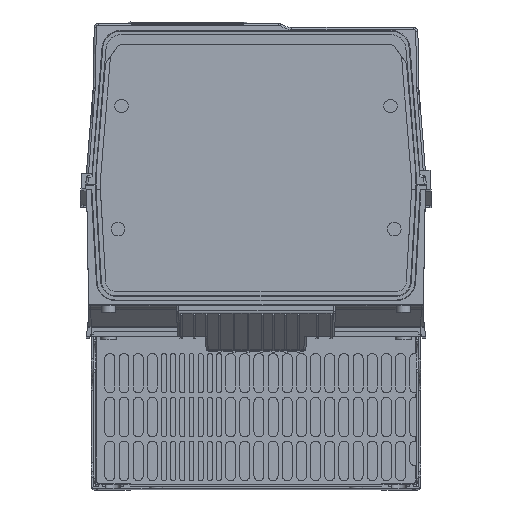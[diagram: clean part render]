
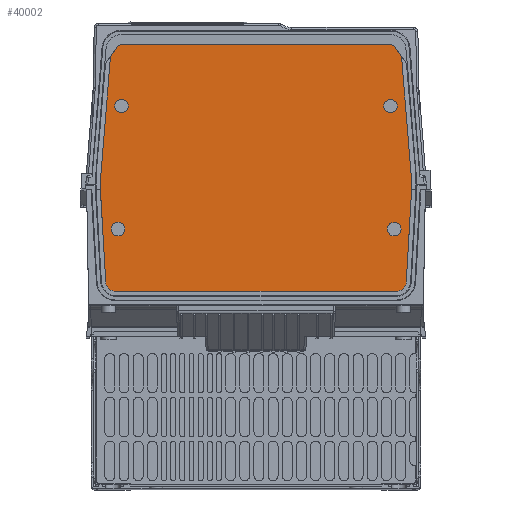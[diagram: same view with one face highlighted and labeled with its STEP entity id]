
A CAD part, top view. The second image highlights one B-rep face of the part: STEP entity #40002.
In plain terms, the highlighted planar face has unit normal (0, 0, 1).
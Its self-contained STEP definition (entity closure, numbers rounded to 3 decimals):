
#6440=CARTESIAN_POINT('',(3.712,7.835,6.457));
#6441=DIRECTION('',(0.,0.,-1.));
#6442=DIRECTION('',(0.,1.,0.));
#6443=AXIS2_PLACEMENT_3D('',#6440,#6441,#6442);
#6445=DIRECTION('',(0.081,-0.997,0.));
#6446=VECTOR('',#6445,3.716);
#6447=CARTESIAN_POINT('',(3.987,7.857,6.457));
#6448=LINE('',#6447,#6446);
#6449=CARTESIAN_POINT('',(4.015,4.131,6.457));
#6450=DIRECTION('',(0.,0.,-1.));
#6451=DIRECTION('',(0.997,0.081,0.));
#6452=AXIS2_PLACEMENT_3D('',#6449,#6450,#6451);
#6454=DIRECTION('',(-0.058,-0.998,0.));
#6455=VECTOR('',#6454,2.678);
#6456=CARTESIAN_POINT('',(4.29,4.115,6.457));
#6457=LINE('',#6456,#6455);
#6458=CARTESIAN_POINT('',(3.86,1.457,6.457));
#6459=DIRECTION('',(0.,0.,-1.));
#6460=DIRECTION('',(0.998,-0.058,0.));
#6461=AXIS2_PLACEMENT_3D('',#6458,#6459,#6460);
#6463=DIRECTION('',(-1.,0.,0.));
#6464=VECTOR('',#6463,7.721);
#6465=CARTESIAN_POINT('',(3.86,1.181,6.457));
#6466=LINE('',#6465,#6464);
#6467=CARTESIAN_POINT('',(-3.86,1.457,6.457));
#6468=DIRECTION('',(0.,0.,-1.));
#6469=DIRECTION('',(0.,-1.,0.));
#6470=AXIS2_PLACEMENT_3D('',#6467,#6468,#6469);
#6472=DIRECTION('',(-0.058,0.998,0.));
#6473=VECTOR('',#6472,2.678);
#6474=CARTESIAN_POINT('',(-4.136,1.441,6.457));
#6475=LINE('',#6474,#6473);
#6476=CARTESIAN_POINT('',(-4.015,4.131,6.457));
#6477=DIRECTION('',(0.,0.,-1.));
#6478=DIRECTION('',(-0.998,-0.058,0.));
#6479=AXIS2_PLACEMENT_3D('',#6476,#6477,#6478);
#6481=DIRECTION('',(0.081,0.997,0.));
#6482=VECTOR('',#6481,3.716);
#6483=CARTESIAN_POINT('',(-4.289,4.153,6.457));
#6484=LINE('',#6483,#6482);
#6485=CARTESIAN_POINT('',(-3.712,7.835,6.457));
#6486=DIRECTION('',(0.,0.,-1.));
#6487=DIRECTION('',(-0.997,0.081,0.));
#6488=AXIS2_PLACEMENT_3D('',#6485,#6486,#6487);
#6490=DIRECTION('',(1.,0.,0.));
#6491=VECTOR('',#6490,7.424);
#6492=CARTESIAN_POINT('',(-3.712,8.11,6.457));
#6493=LINE('',#6492,#6491);
#6494=CARTESIAN_POINT('',(-3.701,6.28,6.457));
#6495=DIRECTION('',(0.,0.,1.));
#6496=DIRECTION('',(1.,0.,0.));
#6497=AXIS2_PLACEMENT_3D('',#6494,#6495,#6496);
#6499=CARTESIAN_POINT('',(-3.701,6.28,6.457));
#6500=DIRECTION('',(0.,0.,1.));
#6501=DIRECTION('',(-1.,0.,0.));
#6502=AXIS2_PLACEMENT_3D('',#6499,#6500,#6501);
#6504=CARTESIAN_POINT('',(-3.799,2.894,6.457));
#6505=DIRECTION('',(0.,0.,1.));
#6506=DIRECTION('',(1.,0.,0.));
#6507=AXIS2_PLACEMENT_3D('',#6504,#6505,#6506);
#6509=CARTESIAN_POINT('',(-3.799,2.894,6.457));
#6510=DIRECTION('',(0.,0.,1.));
#6511=DIRECTION('',(-1.,0.,0.));
#6512=AXIS2_PLACEMENT_3D('',#6509,#6510,#6511);
#6514=CARTESIAN_POINT('',(3.804,2.894,6.457));
#6515=DIRECTION('',(0.,0.,1.));
#6516=DIRECTION('',(1.,0.,0.));
#6517=AXIS2_PLACEMENT_3D('',#6514,#6515,#6516);
#6519=CARTESIAN_POINT('',(3.804,2.894,6.457));
#6520=DIRECTION('',(0.,0.,1.));
#6521=DIRECTION('',(-1.,0.,0.));
#6522=AXIS2_PLACEMENT_3D('',#6519,#6520,#6521);
#6524=CARTESIAN_POINT('',(3.701,6.28,6.457));
#6525=DIRECTION('',(0.,0.,1.));
#6526=DIRECTION('',(1.,0.,0.));
#6527=AXIS2_PLACEMENT_3D('',#6524,#6525,#6526);
#6529=CARTESIAN_POINT('',(3.701,6.28,6.457));
#6530=DIRECTION('',(0.,0.,1.));
#6531=DIRECTION('',(-1.,0.,0.));
#6532=AXIS2_PLACEMENT_3D('',#6529,#6530,#6531);
#27035=CARTESIAN_POINT('',(-3.987,7.857,
6.457));
#27036=VERTEX_POINT('',#27035);
#27037=CARTESIAN_POINT('',(-4.289,4.153,
6.457));
#27038=VERTEX_POINT('',#27037);
#27039=CARTESIAN_POINT('',(-3.712,8.11,
6.457));
#27040=VERTEX_POINT('',#27039);
#27041=CARTESIAN_POINT('',(3.712,8.11,6.457));
#27042=VERTEX_POINT('',#27041);
#27043=CARTESIAN_POINT('',(3.987,7.857,6.457));
#27044=VERTEX_POINT('',#27043);
#27045=CARTESIAN_POINT('',(4.289,4.153,6.457));
#27046=VERTEX_POINT('',#27045);
#27047=CARTESIAN_POINT('',(4.29,4.115,6.457));
#27048=VERTEX_POINT('',#27047);
#27049=CARTESIAN_POINT('',(4.136,1.441,6.457));
#27050=VERTEX_POINT('',#27049);
#27051=CARTESIAN_POINT('',(3.86,1.181,6.457));
#27052=VERTEX_POINT('',#27051);
#27053=CARTESIAN_POINT('',(-3.86,1.181,
6.457));
#27054=VERTEX_POINT('',#27053);
#27055=CARTESIAN_POINT('',(-4.136,1.441,
6.457));
#27056=VERTEX_POINT('',#27055);
#27057=CARTESIAN_POINT('',(-4.29,4.115,
6.457));
#27058=VERTEX_POINT('',#27057);
#27059=CARTESIAN_POINT('',(-3.514,6.28,
6.457));
#27060=CARTESIAN_POINT('',(-3.888,6.28,
6.457));
#27061=VERTEX_POINT('',#27059);
#27062=VERTEX_POINT('',#27060);
#27063=CARTESIAN_POINT('',(-3.612,2.894,
6.457));
#27064=CARTESIAN_POINT('',(-3.986,2.894,
6.457));
#27065=VERTEX_POINT('',#27063);
#27066=VERTEX_POINT('',#27064);
#27067=CARTESIAN_POINT('',(3.991,2.894,6.457));
#27068=CARTESIAN_POINT('',(3.617,2.894,6.457));
#27069=VERTEX_POINT('',#27067);
#27070=VERTEX_POINT('',#27068);
#27071=CARTESIAN_POINT('',(3.884,6.28,6.457));
#27072=CARTESIAN_POINT('',(3.518,6.28,6.457));
#27073=VERTEX_POINT('',#27071);
#27074=VERTEX_POINT('',#27072);
#39959=CARTESIAN_POINT('',(0.,8.661,6.457));
#39960=DIRECTION('',(0.,0.,-1.));
#39961=DIRECTION('',(-1.,0.,0.));
#39962=AXIS2_PLACEMENT_3D('',#39959,#39960,#39961);
#39963=PLANE('',#39962);
#39964=ORIENTED_EDGE('',*,*,#39666,.T.);
#39965=ORIENTED_EDGE('',*,*,#39692,.T.);
#39966=ORIENTED_EDGE('',*,*,#39717,.T.);
#39967=ORIENTED_EDGE('',*,*,#39745,.T.);
#39968=ORIENTED_EDGE('',*,*,#39817,.T.);
#39969=ORIENTED_EDGE('',*,*,#39843,.T.);
#39970=ORIENTED_EDGE('',*,*,#39869,.T.);
#39971=ORIENTED_EDGE('',*,*,#39898,.T.);
#39972=ORIENTED_EDGE('',*,*,#39941,.T.);
#39973=ORIENTED_EDGE('',*,*,#39586,.T.);
#39974=ORIENTED_EDGE('',*,*,#39614,.T.);
#39975=ORIENTED_EDGE('',*,*,#39640,.T.);
#39976=EDGE_LOOP('',(#39964,#39965,#39966,#39967,#39968,#39969,#39970,#39971,
#39972,#39973,#39974,#39975));
#39977=FACE_OUTER_BOUND('',#39976,.F.);
#39979=ORIENTED_EDGE('',*,*,#39978,.T.);
#39981=ORIENTED_EDGE('',*,*,#39980,.T.);
#39982=EDGE_LOOP('',(#39979,#39981));
#39983=FACE_BOUND('',#39982,.F.);
#39985=ORIENTED_EDGE('',*,*,#39984,.T.);
#39987=ORIENTED_EDGE('',*,*,#39986,.T.);
#39988=EDGE_LOOP('',(#39985,#39987));
#39989=FACE_BOUND('',#39988,.F.);
#39991=ORIENTED_EDGE('',*,*,#39990,.T.);
#39993=ORIENTED_EDGE('',*,*,#39992,.T.);
#39994=EDGE_LOOP('',(#39991,#39993));
#39995=FACE_BOUND('',#39994,.F.);
#39997=ORIENTED_EDGE('',*,*,#39996,.T.);
#39999=ORIENTED_EDGE('',*,*,#39998,.T.);
#40000=EDGE_LOOP('',(#39997,#39999));
#40001=FACE_BOUND('',#40000,.F.);
#40002=ADVANCED_FACE('',(#39977,#39983,#39989,#39995,#40001),#39963,.F.);
#6444=CIRCLE('',#6443,0.276);
#6453=CIRCLE('',#6452,0.276);
#6462=CIRCLE('',#6461,0.276);
#6471=CIRCLE('',#6470,0.276);
#6480=CIRCLE('',#6479,0.276);
#6489=CIRCLE('',#6488,0.276);
#6498=CIRCLE('',#6497,0.187);
#6503=CIRCLE('',#6502,0.187);
#6508=CIRCLE('',#6507,0.187);
#6513=CIRCLE('',#6512,0.187);
#6518=CIRCLE('',#6517,0.187);
#6523=CIRCLE('',#6522,0.187);
#6528=CIRCLE('',#6527,0.183);
#6533=CIRCLE('',#6532,0.183);
#39586=EDGE_CURVE('',#27038,#27036,#6484,.T.);
#39614=EDGE_CURVE('',#27036,#27040,#6489,.T.);
#39640=EDGE_CURVE('',#27040,#27042,#6493,.T.);
#39666=EDGE_CURVE('',#27042,#27044,#6444,.T.);
#39692=EDGE_CURVE('',#27044,#27046,#6448,.T.);
#39717=EDGE_CURVE('',#27046,#27048,#6453,.T.);
#39745=EDGE_CURVE('',#27048,#27050,#6457,.T.);
#39817=EDGE_CURVE('',#27050,#27052,#6462,.T.);
#39843=EDGE_CURVE('',#27052,#27054,#6466,.T.);
#39869=EDGE_CURVE('',#27054,#27056,#6471,.T.);
#39898=EDGE_CURVE('',#27056,#27058,#6475,.T.);
#39941=EDGE_CURVE('',#27058,#27038,#6480,.T.);
#39978=EDGE_CURVE('',#27061,#27062,#6498,.T.);
#39980=EDGE_CURVE('',#27062,#27061,#6503,.T.);
#39984=EDGE_CURVE('',#27065,#27066,#6508,.T.);
#39986=EDGE_CURVE('',#27066,#27065,#6513,.T.);
#39990=EDGE_CURVE('',#27069,#27070,#6518,.T.);
#39992=EDGE_CURVE('',#27070,#27069,#6523,.T.);
#39996=EDGE_CURVE('',#27073,#27074,#6528,.T.);
#39998=EDGE_CURVE('',#27074,#27073,#6533,.T.);
